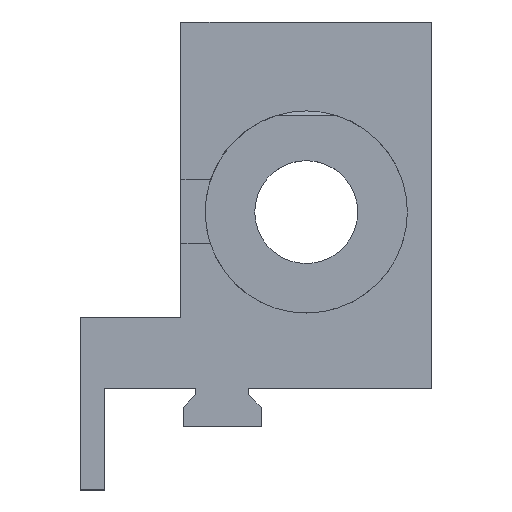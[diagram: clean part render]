
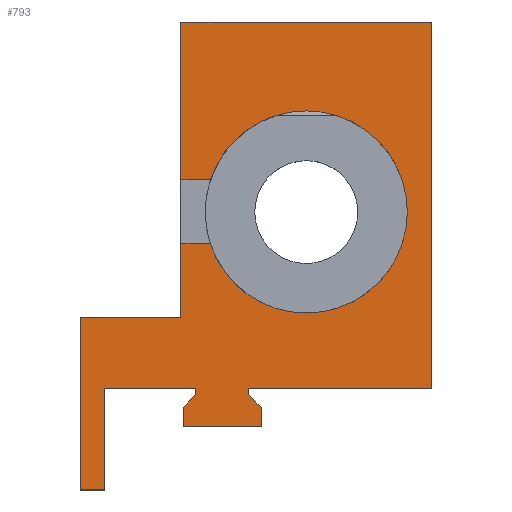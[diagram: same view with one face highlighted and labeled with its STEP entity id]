
A CAD part, top view. The second image highlights one B-rep face of the part: STEP entity #793.
In plain terms, the highlighted planar face has unit normal (0, 0, 1).
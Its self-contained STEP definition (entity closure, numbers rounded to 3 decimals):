
#44=PLANE('',#863);
#79=FACE_OUTER_BOUND('',#124,.T.);
#124=EDGE_LOOP('',(#635,#636,#637,#638,#639,#640,#641,#642,#643,#644,#645,
#646,#647,#648,#649,#650,#651,#652,#653,#654,#655,#656,#657,#658,#659));
#157=LINE('',#1140,#244);
#160=LINE('',#1146,#247);
#163=LINE('',#1152,#250);
#166=LINE('',#1158,#253);
#170=LINE('',#1167,#257);
#173=LINE('',#1173,#260);
#176=LINE('',#1177,#263);
#177=LINE('',#1180,#264);
#182=LINE('',#1189,#269);
#187=LINE('',#1203,#274);
#191=LINE('',#1210,#278);
#201=LINE('',#1284,#288);
#203=LINE('',#1289,#290);
#206=LINE('',#1295,#293);
#209=LINE('',#1299,#296);
#212=LINE('',#1304,#299);
#213=LINE('',#1306,#300);
#214=LINE('',#1308,#301);
#215=LINE('',#1309,#302);
#244=VECTOR('',#912,10.);
#247=VECTOR('',#917,10.);
#250=VECTOR('',#922,10.);
#253=VECTOR('',#927,10.);
#257=VECTOR('',#933,10.);
#260=VECTOR('',#938,10.);
#263=VECTOR('',#943,10.);
#264=VECTOR('',#946,10.);
#269=VECTOR('',#953,10.);
#274=VECTOR('',#964,10.);
#278=VECTOR('',#970,10.);
#288=VECTOR('',#1006,10.);
#290=VECTOR('',#1010,10.);
#293=VECTOR('',#1015,10.);
#296=VECTOR('',#1020,10.);
#299=VECTOR('',#1027,10.);
#300=VECTOR('',#1028,10.);
#301=VECTOR('',#1029,10.);
#302=VECTOR('',#1030,10.);
#328=CIRCLE('',#832,12.625);
#330=CIRCLE('',#847,12.625);
#333=CIRCLE('',#850,12.625);
#335=CIRCLE('',#852,12.625);
#336=CIRCLE('',#853,12.625);
#340=CIRCLE('',#864,12.625);
#354=VERTEX_POINT('',#1128);
#355=VERTEX_POINT('',#1130);
#358=VERTEX_POINT('',#1137);
#359=VERTEX_POINT('',#1139);
#361=VERTEX_POINT('',#1145);
#363=VERTEX_POINT('',#1151);
#365=VERTEX_POINT('',#1157);
#368=VERTEX_POINT('',#1164);
#369=VERTEX_POINT('',#1166);
#371=VERTEX_POINT('',#1172);
#372=VERTEX_POINT('',#1179);
#375=VERTEX_POINT('',#1187);
#380=VERTEX_POINT('',#1200);
#381=VERTEX_POINT('',#1202);
#382=VERTEX_POINT('',#1206);
#383=VERTEX_POINT('',#1208);
#384=VERTEX_POINT('',#1212);
#388=VERTEX_POINT('',#1255);
#391=VERTEX_POINT('',#1261);
#396=VERTEX_POINT('',#1277);
#399=VERTEX_POINT('',#1282);
#401=VERTEX_POINT('',#1288);
#403=VERTEX_POINT('',#1294);
#404=VERTEX_POINT('',#1305);
#405=VERTEX_POINT('',#1307);
#428=EDGE_CURVE('',#354,#355,#328,.T.);
#432=EDGE_CURVE('',#358,#359,#157,.T.);
#435=EDGE_CURVE('',#359,#361,#160,.T.);
#438=EDGE_CURVE('',#361,#363,#163,.T.);
#441=EDGE_CURVE('',#363,#365,#166,.T.);
#445=EDGE_CURVE('',#368,#369,#170,.T.);
#448=EDGE_CURVE('',#369,#371,#173,.T.);
#451=EDGE_CURVE('',#371,#358,#176,.T.);
#452=EDGE_CURVE('',#372,#365,#177,.T.);
#457=EDGE_CURVE('',#368,#375,#182,.T.);
#463=EDGE_CURVE('',#380,#381,#187,.T.);
#467=EDGE_CURVE('',#383,#382,#191,.T.);
#468=EDGE_CURVE('',#355,#384,#330,.T.);
#473=EDGE_CURVE('',#384,#388,#333,.T.);
#477=EDGE_CURVE('',#391,#380,#335,.T.);
#478=EDGE_CURVE('',#382,#354,#336,.T.);
#488=EDGE_CURVE('',#399,#396,#201,.T.);
#490=EDGE_CURVE('',#372,#401,#203,.T.);
#493=EDGE_CURVE('',#401,#403,#206,.T.);
#496=EDGE_CURVE('',#403,#399,#209,.T.);
#499=EDGE_CURVE('',#383,#396,#212,.T.);
#500=EDGE_CURVE('',#404,#375,#213,.T.);
#501=EDGE_CURVE('',#405,#404,#214,.T.);
#502=EDGE_CURVE('',#405,#381,#215,.T.);
#503=EDGE_CURVE('',#388,#391,#340,.T.);
#635=ORIENTED_EDGE('',*,*,#467,.F.);
#636=ORIENTED_EDGE('',*,*,#499,.T.);
#637=ORIENTED_EDGE('',*,*,#488,.F.);
#638=ORIENTED_EDGE('',*,*,#496,.F.);
#639=ORIENTED_EDGE('',*,*,#493,.F.);
#640=ORIENTED_EDGE('',*,*,#490,.F.);
#641=ORIENTED_EDGE('',*,*,#452,.T.);
#642=ORIENTED_EDGE('',*,*,#441,.F.);
#643=ORIENTED_EDGE('',*,*,#438,.F.);
#644=ORIENTED_EDGE('',*,*,#435,.F.);
#645=ORIENTED_EDGE('',*,*,#432,.F.);
#646=ORIENTED_EDGE('',*,*,#451,.F.);
#647=ORIENTED_EDGE('',*,*,#448,.F.);
#648=ORIENTED_EDGE('',*,*,#445,.F.);
#649=ORIENTED_EDGE('',*,*,#457,.T.);
#650=ORIENTED_EDGE('',*,*,#500,.F.);
#651=ORIENTED_EDGE('',*,*,#501,.F.);
#652=ORIENTED_EDGE('',*,*,#502,.T.);
#653=ORIENTED_EDGE('',*,*,#463,.F.);
#654=ORIENTED_EDGE('',*,*,#477,.F.);
#655=ORIENTED_EDGE('',*,*,#503,.F.);
#656=ORIENTED_EDGE('',*,*,#473,.F.);
#657=ORIENTED_EDGE('',*,*,#468,.F.);
#658=ORIENTED_EDGE('',*,*,#428,.F.);
#659=ORIENTED_EDGE('',*,*,#478,.F.);
#793=ADVANCED_FACE('',(#79),#44,.F.);
#832=AXIS2_PLACEMENT_3D('',#1131,#905,#906);
#847=AXIS2_PLACEMENT_3D('',#1213,#973,#974);
#850=AXIS2_PLACEMENT_3D('',#1256,#980,#981);
#852=AXIS2_PLACEMENT_3D('',#1263,#986,#987);
#853=AXIS2_PLACEMENT_3D('',#1264,#988,#989);
#863=AXIS2_PLACEMENT_3D('',#1303,#1025,#1026);
#864=AXIS2_PLACEMENT_3D('',#1310,#1031,#1032);
#905=DIRECTION('center_axis',(0.,0.,
1.));
#906=DIRECTION('ref_axis',(-1.,0.,0.));
#912=DIRECTION('',(-1.,0.,0.));
#917=DIRECTION('',(0.,1.,0.));
#922=DIRECTION('',(0.707,0.707,0.));
#927=DIRECTION('',(0.,1.,0.));
#933=DIRECTION('',(0.,-1.,0.));
#938=DIRECTION('',(0.707,-0.707,0.));
#943=DIRECTION('',(0.,-1.,0.));
#946=DIRECTION('',(1.,0.,0.));
#953=DIRECTION('',(1.,0.,0.));
#964=DIRECTION('',(-1.,0.,0.));
#970=DIRECTION('',(1.,0.,0.));
#973=DIRECTION('center_axis',(0.,0.,
1.));
#974=DIRECTION('ref_axis',(-1.,0.,0.));
#980=DIRECTION('center_axis',(0.,0.,
1.));
#981=DIRECTION('ref_axis',(-1.,0.,0.));
#986=DIRECTION('center_axis',(0.,0.,
1.));
#987=DIRECTION('ref_axis',(-1.,0.,0.));
#988=DIRECTION('center_axis',(0.,0.,
1.));
#989=DIRECTION('ref_axis',(-1.,0.,0.));
#1006=DIRECTION('',(1.,0.,0.));
#1010=DIRECTION('',(0.,-1.,0.));
#1015=DIRECTION('',(-1.,0.,0.));
#1020=DIRECTION('',(0.,1.,0.));
#1025=DIRECTION('center_axis',(0.,0.,-1.));
#1026=DIRECTION('ref_axis',(1.,0.,0.));
#1027=DIRECTION('',(0.,-1.,0.));
#1028=DIRECTION('',(0.,-1.,0.));
#1029=DIRECTION('',(1.,0.,0.));
#1030=DIRECTION('',(0.,-1.,0.));
#1031=DIRECTION('center_axis',(0.,0.,
1.));
#1032=DIRECTION('ref_axis',(-1.,0.,0.));
#1128=CARTESIAN_POINT('',(42.836,29.043,-40.088));
#1130=CARTESIAN_POINT('',(50.639,29.043,-40.088));
#1131=CARTESIAN_POINT('Origin',(46.738,41.05,-40.088));
#1137=CARTESIAN_POINT('',(41.113,14.25,-40.088));
#1139=CARTESIAN_POINT('',(31.363,14.25,-40.088));
#1140=CARTESIAN_POINT('',(41.113,14.25,-40.088));
#1145=CARTESIAN_POINT('',(31.363,16.65,-40.088));
#1146=CARTESIAN_POINT('',(31.363,14.25,-40.088));
#1151=CARTESIAN_POINT('',(32.963,18.25,-40.088));
#1152=CARTESIAN_POINT('',(31.363,16.65,-40.088));
#1157=CARTESIAN_POINT('',(32.963,19.05,-40.088));
#1158=CARTESIAN_POINT('',(32.963,18.25,-40.088));
#1164=CARTESIAN_POINT('',(39.513,19.05,-40.088));
#1166=CARTESIAN_POINT('',(39.513,18.25,-40.088));
#1167=CARTESIAN_POINT('',(39.513,19.05,-40.088));
#1172=CARTESIAN_POINT('',(41.113,16.65,-40.088));
#1173=CARTESIAN_POINT('',(39.513,18.25,-40.088));
#1177=CARTESIAN_POINT('',(41.113,16.65,-40.088));
#1179=CARTESIAN_POINT('',(21.538,19.05,-40.088));
#1180=CARTESIAN_POINT('',(21.538,19.05,-40.088));
#1187=CARTESIAN_POINT('',(62.388,19.05,-40.088));
#1189=CARTESIAN_POINT('',(21.538,19.05,-40.088));
#1200=CARTESIAN_POINT('',(34.775,45.085,-40.088));
#1202=CARTESIAN_POINT('',(31.088,45.085,-40.088));
#1203=CARTESIAN_POINT('',(31.088,45.085,-40.088));
#1206=CARTESIAN_POINT('',(34.751,37.085,-40.088));
#1208=CARTESIAN_POINT('',(31.088,37.085,-40.088));
#1210=CARTESIAN_POINT('',(31.088,37.085,-40.088));
#1212=CARTESIAN_POINT('',(59.363,41.05,-40.088));
#1213=CARTESIAN_POINT('Origin',(46.738,41.05,-40.088));
#1255=CARTESIAN_POINT('',(50.639,53.057,-40.088));
#1256=CARTESIAN_POINT('Origin',(46.738,41.05,-40.088));
#1261=CARTESIAN_POINT('',(42.836,53.057,-40.088));
#1263=CARTESIAN_POINT('Origin',(46.738,41.05,-40.088));
#1264=CARTESIAN_POINT('Origin',(46.738,41.05,-40.088));
#1277=CARTESIAN_POINT('',(31.088,27.925,-40.088));
#1282=CARTESIAN_POINT('',(18.538,27.925,-40.088));
#1284=CARTESIAN_POINT('',(18.538,27.925,-40.088));
#1288=CARTESIAN_POINT('',(21.538,6.35,-40.088));
#1289=CARTESIAN_POINT('',(21.538,19.05,-40.088));
#1294=CARTESIAN_POINT('',(18.538,6.35,-40.088));
#1295=CARTESIAN_POINT('',(21.538,6.35,-40.088));
#1299=CARTESIAN_POINT('',(18.538,6.35,-40.088));
#1303=CARTESIAN_POINT('Origin',(31.088,25.4,-40.088));
#1304=CARTESIAN_POINT('',(31.088,25.4,-40.088));
#1305=CARTESIAN_POINT('',(62.388,64.77,-40.088));
#1306=CARTESIAN_POINT('',(62.388,25.4,-40.088));
#1307=CARTESIAN_POINT('',(31.088,64.77,-40.088));
#1308=CARTESIAN_POINT('',(31.088,64.77,-40.088));
#1309=CARTESIAN_POINT('',(31.088,25.4,-40.088));
#1310=CARTESIAN_POINT('Origin',(46.738,41.05,-40.088));
